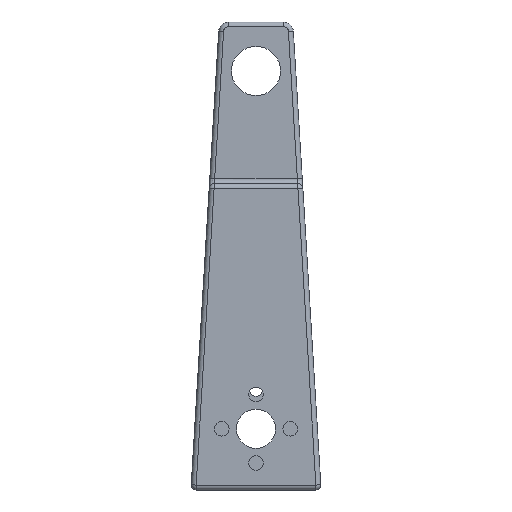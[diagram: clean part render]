
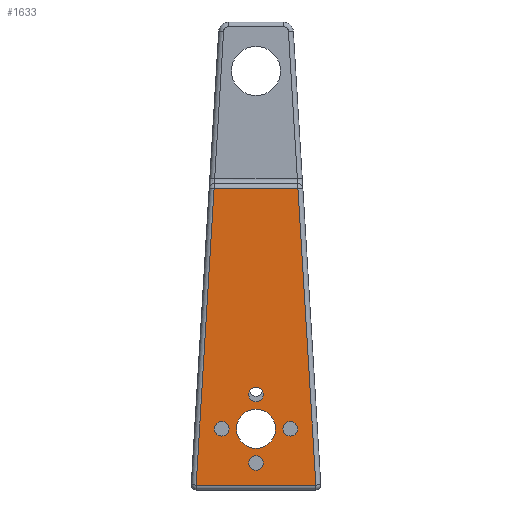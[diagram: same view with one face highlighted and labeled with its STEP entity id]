
A CAD part, left-side view. The second image highlights one B-rep face of the part: STEP entity #1633.
In plain terms, the highlighted planar face has unit normal (-1, 0, 0).
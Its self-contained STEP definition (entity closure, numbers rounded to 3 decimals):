
#23=FACE_BOUND('',#243,.T.);
#24=FACE_BOUND('',#244,.T.);
#25=FACE_BOUND('',#245,.T.);
#26=FACE_BOUND('',#246,.T.);
#27=FACE_BOUND('',#247,.T.);
#45=PLANE('',#1796);
#133=FACE_OUTER_BOUND('',#242,.T.);
#242=EDGE_LOOP('',(#1142,#1143,#1144,#1145));
#243=EDGE_LOOP('',(#1146));
#244=EDGE_LOOP('',(#1147));
#245=EDGE_LOOP('',(#1148));
#246=EDGE_LOOP('',(#1149));
#247=EDGE_LOOP('',(#1150));
#352=LINE('',#2542,#459);
#373=LINE('',#2691,#480);
#375=LINE('',#2697,#482);
#376=LINE('',#2698,#483);
#459=VECTOR('',#1979,10.);
#480=VECTOR('',#2098,10.);
#482=VECTOR('',#2104,10.);
#483=VECTOR('',#2105,10.);
#594=CIRCLE('',#1797,4.);
#595=CIRCLE('',#1798,1.5);
#596=CIRCLE('',#1799,1.5);
#597=CIRCLE('',#1800,1.5);
#598=CIRCLE('',#1801,1.5);
#679=VERTEX_POINT('',#2535);
#682=VERTEX_POINT('',#2540);
#711=VERTEX_POINT('',#2690);
#713=VERTEX_POINT('',#2696);
#714=VERTEX_POINT('',#2699);
#715=VERTEX_POINT('',#2701);
#716=VERTEX_POINT('',#2703);
#717=VERTEX_POINT('',#2705);
#718=VERTEX_POINT('',#2707);
#820=EDGE_CURVE('',#682,#679,#352,.T.);
#871=EDGE_CURVE('',#679,#711,#373,.T.);
#874=EDGE_CURVE('',#713,#682,#375,.T.);
#875=EDGE_CURVE('',#711,#713,#376,.T.);
#876=EDGE_CURVE('',#714,#714,#594,.T.);
#877=EDGE_CURVE('',#715,#715,#595,.T.);
#878=EDGE_CURVE('',#716,#716,#596,.T.);
#879=EDGE_CURVE('',#717,#717,#597,.T.);
#880=EDGE_CURVE('',#718,#718,#598,.T.);
#1142=ORIENTED_EDGE('',*,*,#820,.F.);
#1143=ORIENTED_EDGE('',*,*,#874,.F.);
#1144=ORIENTED_EDGE('',*,*,#875,.F.);
#1145=ORIENTED_EDGE('',*,*,#871,.F.);
#1146=ORIENTED_EDGE('',*,*,#876,.T.);
#1147=ORIENTED_EDGE('',*,*,#877,.T.);
#1148=ORIENTED_EDGE('',*,*,#878,.T.);
#1149=ORIENTED_EDGE('',*,*,#879,.T.);
#1150=ORIENTED_EDGE('',*,*,#880,.T.);
#1633=ADVANCED_FACE('',(#133,#23,#24,#25,#26,#27),#45,.T.);
#1796=AXIS2_PLACEMENT_3D('',#2695,#2102,#2103);
#1797=AXIS2_PLACEMENT_3D('',#2700,#2106,#2107);
#1798=AXIS2_PLACEMENT_3D('',#2702,#2108,#2109);
#1799=AXIS2_PLACEMENT_3D('',#2704,#2110,#2111);
#1800=AXIS2_PLACEMENT_3D('',#2706,#2112,#2113);
#1801=AXIS2_PLACEMENT_3D('',#2708,#2114,#2115);
#1979=DIRECTION('',(0.,1.,0.));
#2098=DIRECTION('',(0.,-0.06,0.998));
#2102=DIRECTION('center_axis',(-1.,0.,0.));
#2103=DIRECTION('ref_axis',(0.,0.,1.));
#2104=DIRECTION('',(0.,-0.06,-0.998));
#2105=DIRECTION('',(0.,-1.,0.));
#2106=DIRECTION('center_axis',(1.,0.,0.));
#2107=DIRECTION('ref_axis',(0.,0.,-1.));
#2108=DIRECTION('center_axis',(1.,0.,0.));
#2109=DIRECTION('ref_axis',(0.,0.,1.));
#2110=DIRECTION('center_axis',(1.,0.,0.));
#2111=DIRECTION('ref_axis',(0.,0.,1.));
#2112=DIRECTION('center_axis',(1.,0.,0.));
#2113=DIRECTION('ref_axis',(0.,0.,1.));
#2114=DIRECTION('center_axis',(1.,0.,0.));
#2115=DIRECTION('ref_axis',(0.,0.,1.));
#2535=CARTESIAN_POINT('',(-33.75,12.217,-64.831));
#2540=CARTESIAN_POINT('',(-33.75,-12.217,-64.831));
#2542=CARTESIAN_POINT('',(-33.75,-6.64,-64.831));
#2690=CARTESIAN_POINT('',(-33.75,8.556,-4.331));
#2691=CARTESIAN_POINT('',(-33.75,10.817,-41.703));
#2695=CARTESIAN_POINT('Origin',(-33.75,0.,-18.081));
#2696=CARTESIAN_POINT('',(-33.75,-8.556,-4.331));
#2697=CARTESIAN_POINT('',(-33.75,-7.928,6.047));
#2698=CARTESIAN_POINT('',(-33.75,0.,-4.331));
#2699=CARTESIAN_POINT('',(-33.75,0.,-49.331));
#2700=CARTESIAN_POINT('Origin',(-33.75,0.,-53.331));
#2701=CARTESIAN_POINT('',(-33.75,-7.,-54.831));
#2702=CARTESIAN_POINT('Origin',(-33.75,-7.,-53.331));
#2703=CARTESIAN_POINT('',(-33.75,0.,-47.831));
#2704=CARTESIAN_POINT('Origin',(-33.75,0.,-46.331));
#2705=CARTESIAN_POINT('',(-33.75,7.,-54.831));
#2706=CARTESIAN_POINT('Origin',(-33.75,7.,-53.331));
#2707=CARTESIAN_POINT('',(-33.75,0.,-61.831));
#2708=CARTESIAN_POINT('Origin',(-33.75,0.,-60.331));
